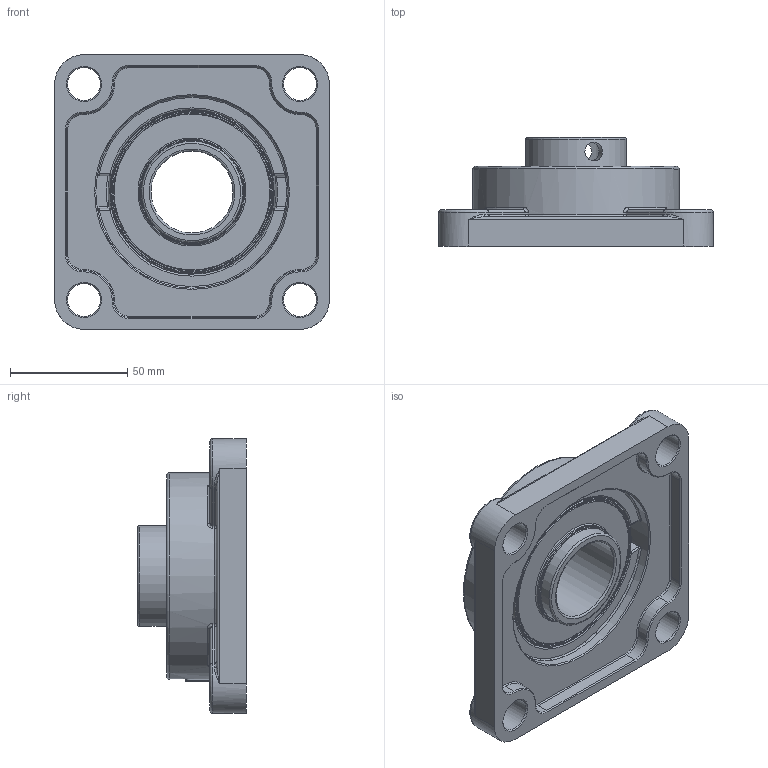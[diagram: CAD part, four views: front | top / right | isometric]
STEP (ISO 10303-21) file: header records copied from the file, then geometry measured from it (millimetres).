
FILE_DESCRIPTION(/* description */ (''),/* implementation_level */ '2;1');
FILE_NAME(/* name */ 'SF+SUC-207.stp',/* time_stamp */ '2023-07-21T19:06:14+03:00',/* author */ ('11700K'),/* organization */ (''),/* preprocessor_version */ 'ST-DEVELOPER v18.1',/* originating_system */ 'Autodesk Inventor 2021',/* authorisation */ '');
FILE_SCHEMA (('AUTOMOTIVE_DESIGN { 1 0 10303 214 3 1 1 }'));
Length unit declared in the file: millimetre
Products named in the file (3): Assembly55; SF_207_B; SUC-207
Assembly tree (2 placements, depth 2):
  Assembly55
    SF_207_B
    SUC-207
Bounding box: 117 x 46.32 x 117 mm (x, y, z)
Volume: 190296.4 mm3; surface area: 59277.2 mm2
Topology: 2 solids, 2 shells, 266 faces, 623 edges, 362 vertices
Faces by surface type: cylinder 79, plane 58, cone 43, torus 43, bspline 30, sphere 13
Full cylindrical faces by diameter (mm): 6 x1, 8 x2, 14 x4, 35 x1, 43 x2, 45 x2, 67 x2, 68 x2, 78 x1, 82 x1, 88 x1
Entity records: 9044 total; most frequent: CARTESIAN_POINT 2825, DIRECTION 1352, ORIENTED_EDGE 1230, EDGE_CURVE 615, AXIS2_PLACEMENT_3D 569, VERTEX_POINT 362, CIRCLE 328, EDGE_LOOP 293
